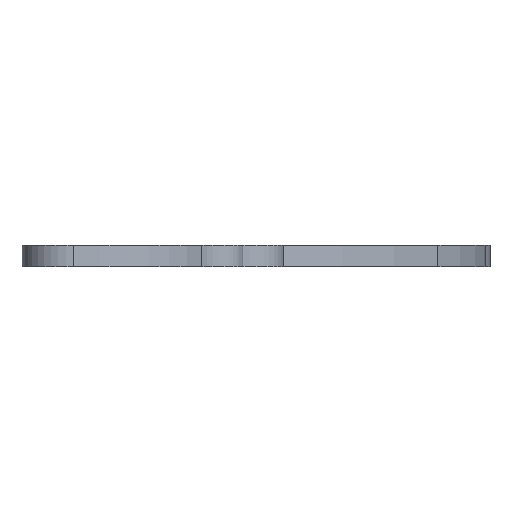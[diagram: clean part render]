
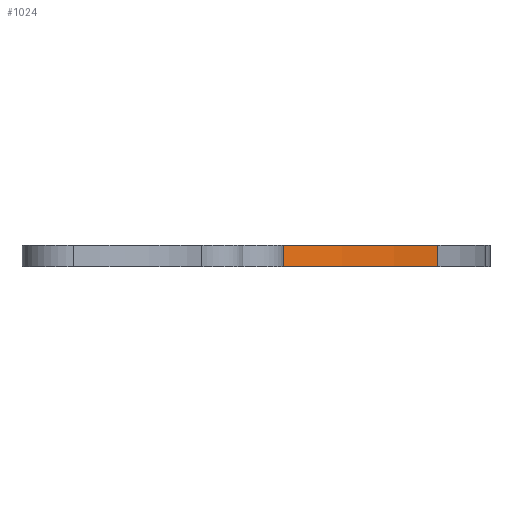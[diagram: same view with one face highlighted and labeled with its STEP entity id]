
A CAD part, front view. The second image highlights one B-rep face of the part: STEP entity #1024.
In plain terms, the highlighted cylindrical face has radius 106.168 mm (diameter 212.336 mm), a partial arc.
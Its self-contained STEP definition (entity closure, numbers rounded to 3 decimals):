
#70 = ORIENTED_EDGE ( 'NONE', *, *, #389, .T. ) ;
#92 = LINE ( 'NONE', #884, #140 ) ;
#97 = CARTESIAN_POINT ( 'NONE',  ( 82.705, 45.102, 5. ) ) ;
#102 = ORIENTED_EDGE ( 'NONE', *, *, #523, .F. ) ;
#140 = VECTOR ( 'NONE', #507, 1000. ) ;
#156 = CARTESIAN_POINT ( 'NONE',  ( 31.113, 137.891, 5. ) ) ;
#298 = CARTESIAN_POINT ( 'NONE',  ( 82.705, 45.102, 5. ) ) ;
#304 = CARTESIAN_POINT ( 'NONE',  ( 31.113, 137.891, 5. ) ) ;
#306 = AXIS2_PLACEMENT_3D ( 'NONE', #364, #388, #378 ) ;
#321 = EDGE_CURVE ( 'NONE', #810, #858, #417, .T. ) ;
#364 = CARTESIAN_POINT ( 'NONE',  ( 31.113, 137.891, 0. ) ) ;
#378 = DIRECTION ( 'NONE',  ( -1., 0., 0. ) ) ;
#380 = CIRCLE ( 'NONE', #306, 106.168 ) ;
#388 = DIRECTION ( 'NONE',  ( 0., 0., 1. ) ) ;
#389 = EDGE_CURVE ( 'NONE', #858, #780, #380, .T. ) ;
#395 = CARTESIAN_POINT ( 'NONE',  ( 118.312, 77.328, 5. ) ) ;
#414 = ORIENTED_EDGE ( 'NONE', *, *, #815, .F. ) ;
#416 = DIRECTION ( 'NONE',  ( 0., 0., -1. ) ) ;
#417 = LINE ( 'NONE', #97, #1005 ) ;
#436 = CIRCLE ( 'NONE', #621, 106.168 ) ;
#456 = DIRECTION ( 'NONE',  ( -1., 0., 0. ) ) ;
#467 = CARTESIAN_POINT ( 'NONE',  ( 118.312, 77.328, 0. ) ) ;
#507 = DIRECTION ( 'NONE',  ( 0., 0., -1. ) ) ;
#508 = VERTEX_POINT ( 'NONE', #395 ) ;
#523 = EDGE_CURVE ( 'NONE', #508, #780, #92, .T. ) ;
#580 = DIRECTION ( 'NONE',  ( -1., 0., 0. ) ) ;
#586 = FACE_OUTER_BOUND ( 'NONE', #990, .T. ) ;
#621 = AXIS2_PLACEMENT_3D ( 'NONE', #304, #892, #456 ) ;
#625 = CARTESIAN_POINT ( 'NONE',  ( 82.705, 45.102, 0. ) ) ;
#643 = ORIENTED_EDGE ( 'NONE', *, *, #321, .T. ) ;
#717 = AXIS2_PLACEMENT_3D ( 'NONE', #156, #416, #580 ) ;
#780 = VERTEX_POINT ( 'NONE', #467 ) ;
#810 = VERTEX_POINT ( 'NONE', #298 ) ;
#815 = EDGE_CURVE ( 'NONE', #810, #508, #436, .T. ) ;
#858 = VERTEX_POINT ( 'NONE', #625 ) ;
#867 = DIRECTION ( 'NONE',  ( 0., 0., -1. ) ) ;
#884 = CARTESIAN_POINT ( 'NONE',  ( 118.312, 77.328, 5. ) ) ;
#892 = DIRECTION ( 'NONE',  ( 0., 0., 1. ) ) ;
#925 = CYLINDRICAL_SURFACE ( 'NONE', #717, 106.168 ) ;
#990 = EDGE_LOOP ( 'NONE', ( #70, #102, #414, #643 ) ) ;
#1005 = VECTOR ( 'NONE', #867, 1000. ) ;
#1024 = ADVANCED_FACE ( 'NONE', ( #586 ), #925, .T. ) ;
